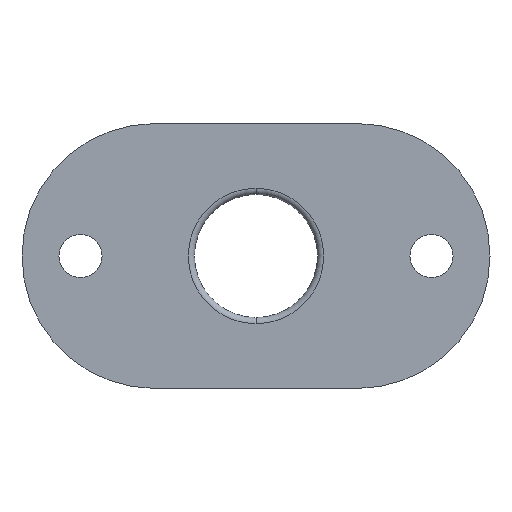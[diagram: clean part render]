
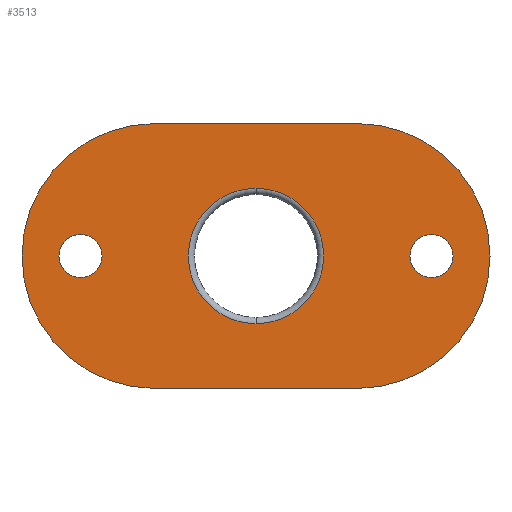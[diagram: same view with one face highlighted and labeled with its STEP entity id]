
A CAD part, front view. The second image highlights one B-rep face of the part: STEP entity #3513.
In plain terms, the highlighted planar face has unit normal (0, -1, 0).
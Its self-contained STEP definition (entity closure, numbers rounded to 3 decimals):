
#17 = ORIENTED_EDGE ( 'NONE', *, *, #773, .F. ) ;
#19 = ORIENTED_EDGE ( 'NONE', *, *, #1070, .T. ) ;
#44 = AXIS2_PLACEMENT_3D ( 'NONE', #101, #3387, #3110 ) ;
#57 = AXIS2_PLACEMENT_3D ( 'NONE', #2635, #2924, #1544 ) ;
#64 = EDGE_LOOP ( 'NONE', ( #3262, #789 ) ) ;
#79 = AXIS2_PLACEMENT_3D ( 'NONE', #656, #1755, #405 ) ;
#91 = DIRECTION ( 'NONE',  ( 0., 0., 1. ) ) ;
#101 = CARTESIAN_POINT ( 'NONE',  ( 57., 0., 0. ) ) ;
#117 = VERTEX_POINT ( 'NONE', #859 ) ;
#169 = ORIENTED_EDGE ( 'NONE', *, *, #2896, .T. ) ;
#184 = LINE ( 'NONE', #2040, #1477 ) ;
#312 = ORIENTED_EDGE ( 'NONE', *, *, #1873, .F. ) ;
#356 = VERTEX_POINT ( 'NONE', #2685 ) ;
#405 = DIRECTION ( 'NONE',  ( 0., 0., 1. ) ) ;
#463 = PLANE ( 'NONE',  #57 ) ;
#469 = CIRCLE ( 'NONE', #1595, 7. ) ;
#490 = AXIS2_PLACEMENT_3D ( 'NONE', #1125, #2193, #1362 ) ;
#502 = CARTESIAN_POINT ( 'NONE',  ( -33., 0., -43. ) ) ;
#546 = CIRCLE ( 'NONE', #633, 43. ) ;
#597 = DIRECTION ( 'NONE',  ( 0., 1., 0. ) ) ;
#633 = AXIS2_PLACEMENT_3D ( 'NONE', #795, #2426, #2416 ) ;
#649 = CIRCLE ( 'NONE', #3042, 7. ) ;
#656 = CARTESIAN_POINT ( 'NONE',  ( -57., 0., 0. ) ) ;
#735 = ORIENTED_EDGE ( 'NONE', *, *, #2712, .T. ) ;
#773 = EDGE_CURVE ( 'NONE', #1741, #1527, #3550, .T. ) ;
#789 = ORIENTED_EDGE ( 'NONE', *, *, #1126, .T. ) ;
#793 = VERTEX_POINT ( 'NONE', #3106 ) ;
#795 = CARTESIAN_POINT ( 'NONE',  ( 33., 0., 0. ) ) ;
#859 = CARTESIAN_POINT ( 'NONE',  ( 57., 0., 7. ) ) ;
#903 = CARTESIAN_POINT ( 'NONE',  ( -33., 0., -43. ) ) ;
#904 = CARTESIAN_POINT ( 'NONE',  ( 0., 0., 22. ) ) ;
#912 = CIRCLE ( 'NONE', #79, 7. ) ;
#920 = CARTESIAN_POINT ( 'NONE',  ( 0., 0., 0. ) ) ;
#935 = VERTEX_POINT ( 'NONE', #1382 ) ;
#942 = FACE_BOUND ( 'NONE', #2754, .T. ) ;
#953 = CARTESIAN_POINT ( 'NONE',  ( -57., 0., 0. ) ) ;
#1070 = EDGE_CURVE ( 'NONE', #1911, #117, #649, .T. ) ;
#1125 = CARTESIAN_POINT ( 'NONE',  ( 0., 0., 0. ) ) ;
#1126 = EDGE_CURVE ( 'NONE', #3017, #935, #469, .T. ) ;
#1227 = VERTEX_POINT ( 'NONE', #904 ) ;
#1264 = EDGE_CURVE ( 'NONE', #117, #1911, #1763, .T. ) ;
#1283 = CIRCLE ( 'NONE', #490, 22. ) ;
#1362 = DIRECTION ( 'NONE',  ( 0., 0., 1. ) ) ;
#1372 = FACE_BOUND ( 'NONE', #64, .T. ) ;
#1382 = CARTESIAN_POINT ( 'NONE',  ( -57., 0., -7. ) ) ;
#1406 = ORIENTED_EDGE ( 'NONE', *, *, #2656, .F. ) ;
#1477 = VECTOR ( 'NONE', #2557, 1000. ) ;
#1527 = VERTEX_POINT ( 'NONE', #2902 ) ;
#1544 = DIRECTION ( 'NONE',  ( 0., 0., 1. ) ) ;
#1546 = DIRECTION ( 'NONE',  ( 0., 1., 0. ) ) ;
#1595 = AXIS2_PLACEMENT_3D ( 'NONE', #953, #2311, #2019 ) ;
#1627 = CARTESIAN_POINT ( 'NONE',  ( 0., 0., -22. ) ) ;
#1664 = EDGE_LOOP ( 'NONE', ( #19, #2306 ) ) ;
#1684 = LINE ( 'NONE', #903, #3084 ) ;
#1741 = VERTEX_POINT ( 'NONE', #502 ) ;
#1754 = CARTESIAN_POINT ( 'NONE',  ( -33., 0., 0. ) ) ;
#1755 = DIRECTION ( 'NONE',  ( 0., 1., 0. ) ) ;
#1763 = CIRCLE ( 'NONE', #44, 7. ) ;
#1813 = CARTESIAN_POINT ( 'NONE',  ( 57., 0., 0. ) ) ;
#1832 = ORIENTED_EDGE ( 'NONE', *, *, #1996, .F. ) ;
#1873 = EDGE_CURVE ( 'NONE', #356, #1741, #1684, .T. ) ;
#1884 = FACE_BOUND ( 'NONE', #1664, .T. ) ;
#1911 = VERTEX_POINT ( 'NONE', #2809 ) ;
#1959 = AXIS2_PLACEMENT_3D ( 'NONE', #1754, #3120, #91 ) ;
#1978 = EDGE_CURVE ( 'NONE', #935, #3017, #912, .T. ) ;
#1996 = EDGE_CURVE ( 'NONE', #1527, #793, #184, .T. ) ;
#1998 = EDGE_LOOP ( 'NONE', ( #17, #312, #1406, #1832 ) ) ;
#2019 = DIRECTION ( 'NONE',  ( 0., 0., 1. ) ) ;
#2040 = CARTESIAN_POINT ( 'NONE',  ( 33., 0., 43. ) ) ;
#2193 = DIRECTION ( 'NONE',  ( 0., 1., 0. ) ) ;
#2266 = DIRECTION ( 'NONE',  ( 0., 0., 1. ) ) ;
#2306 = ORIENTED_EDGE ( 'NONE', *, *, #1264, .T. ) ;
#2311 = DIRECTION ( 'NONE',  ( 0., 1., 0. ) ) ;
#2366 = DIRECTION ( 'NONE',  ( 0., 0., 1. ) ) ;
#2416 = DIRECTION ( 'NONE',  ( 0., 0., 1. ) ) ;
#2426 = DIRECTION ( 'NONE',  ( 0., 1., 0. ) ) ;
#2557 = DIRECTION ( 'NONE',  ( 1., 0., 0. ) ) ;
#2635 = CARTESIAN_POINT ( 'NONE',  ( -33., 0., 0. ) ) ;
#2656 = EDGE_CURVE ( 'NONE', #793, #356, #546, .T. ) ;
#2685 = CARTESIAN_POINT ( 'NONE',  ( 33., 0., -43. ) ) ;
#2712 = EDGE_CURVE ( 'NONE', #1227, #2852, #1283, .T. ) ;
#2754 = EDGE_LOOP ( 'NONE', ( #735, #169 ) ) ;
#2809 = CARTESIAN_POINT ( 'NONE',  ( 57., 0., -7. ) ) ;
#2819 = FACE_OUTER_BOUND ( 'NONE', #1998, .T. ) ;
#2852 = VERTEX_POINT ( 'NONE', #1627 ) ;
#2869 = CIRCLE ( 'NONE', #2937, 22. ) ;
#2896 = EDGE_CURVE ( 'NONE', #2852, #1227, #2869, .T. ) ;
#2902 = CARTESIAN_POINT ( 'NONE',  ( -33., 0., 43. ) ) ;
#2924 = DIRECTION ( 'NONE',  ( 0., 1., 0. ) ) ;
#2937 = AXIS2_PLACEMENT_3D ( 'NONE', #920, #597, #2266 ) ;
#3017 = VERTEX_POINT ( 'NONE', #3149 ) ;
#3042 = AXIS2_PLACEMENT_3D ( 'NONE', #1813, #1546, #2366 ) ;
#3084 = VECTOR ( 'NONE', #3331, 1000. ) ;
#3106 = CARTESIAN_POINT ( 'NONE',  ( 33., 0., 43. ) ) ;
#3110 = DIRECTION ( 'NONE',  ( 0., 0., 1. ) ) ;
#3120 = DIRECTION ( 'NONE',  ( 0., 1., 0. ) ) ;
#3149 = CARTESIAN_POINT ( 'NONE',  ( -57., 0., 7. ) ) ;
#3262 = ORIENTED_EDGE ( 'NONE', *, *, #1978, .T. ) ;
#3331 = DIRECTION ( 'NONE',  ( -1., 0., 0. ) ) ;
#3387 = DIRECTION ( 'NONE',  ( 0., 1., 0. ) ) ;
#3513 = ADVANCED_FACE ( 'NONE', ( #942, #2819, #1372, #1884 ), #463, .F. ) ;
#3550 = CIRCLE ( 'NONE', #1959, 43. ) ;
